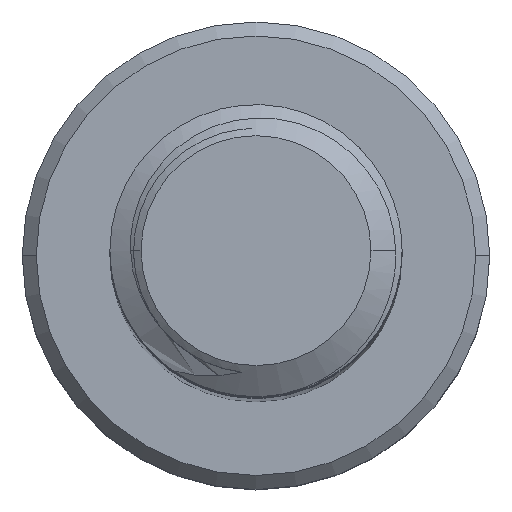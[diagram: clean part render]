
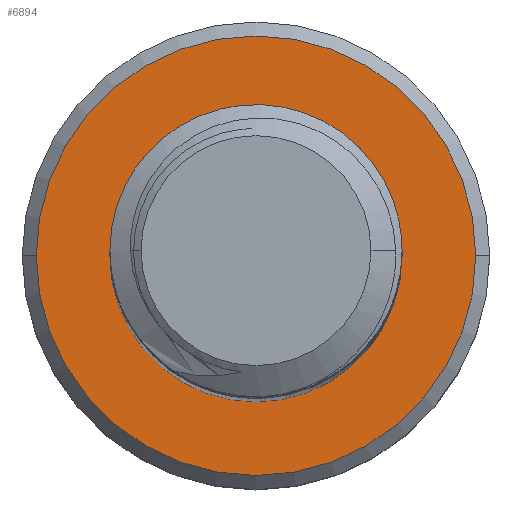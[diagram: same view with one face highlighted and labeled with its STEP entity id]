
A CAD part, top view. The second image highlights one B-rep face of the part: STEP entity #6894.
In plain terms, the highlighted planar face has unit normal (0, 0, 1).
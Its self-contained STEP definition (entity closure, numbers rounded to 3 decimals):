
#122 = DIRECTION ( 'NONE',  ( 0., 0., 1. ) ) ;
#1028 = AXIS2_PLACEMENT_3D ( 'NONE', #4702, #7691, #3127 ) ;
#1112 = CARTESIAN_POINT ( 'NONE',  ( 7.52, 0., -100. ) ) ;
#1169 = AXIS2_PLACEMENT_3D ( 'NONE', #7218, #4119, #1922 ) ;
#1181 = EDGE_CURVE ( 'NONE', #4057, #5299, #9138, .T. ) ;
#1227 = EDGE_LOOP ( 'NONE', ( #8140, #7523 ) ) ;
#1393 = DIRECTION ( 'NONE',  ( -1., 0., 0. ) ) ;
#1421 = AXIS2_PLACEMENT_3D ( 'NONE', #3785, #122, #3055 ) ;
#1599 = VERTEX_POINT ( 'NONE', #1112 ) ;
#1798 = CIRCLE ( 'NONE', #1028, 7.52 ) ;
#1843 = AXIS2_PLACEMENT_3D ( 'NONE', #6470, #2029, #7964 ) ;
#1922 = DIRECTION ( 'NONE',  ( -1., 0., 0. ) ) ;
#2029 = DIRECTION ( 'NONE',  ( 0., 0., 1. ) ) ;
#2080 = ORIENTED_EDGE ( 'NONE', *, *, #1181, .F. ) ;
#2187 = AXIS2_PLACEMENT_3D ( 'NONE', #5131, #6659, #1393 ) ;
#2321 = ORIENTED_EDGE ( 'NONE', *, *, #6181, .F. ) ;
#2406 = VERTEX_POINT ( 'NONE', #2905 ) ;
#2862 = PLANE ( 'NONE',  #2187 ) ;
#2905 = CARTESIAN_POINT ( 'NONE',  ( -7.52, 0., -100. ) ) ;
#3055 = DIRECTION ( 'NONE',  ( -1., 0., 0. ) ) ;
#3127 = DIRECTION ( 'NONE',  ( -1., 0., 0. ) ) ;
#3693 = EDGE_CURVE ( 'NONE', #1599, #2406, #1798, .T. ) ;
#3785 = CARTESIAN_POINT ( 'NONE',  ( 0., 0., -100. ) ) ;
#4057 = VERTEX_POINT ( 'NONE', #7625 ) ;
#4119 = DIRECTION ( 'NONE',  ( 0., 0., 1. ) ) ;
#4311 = EDGE_CURVE ( 'NONE', #2406, #1599, #6338, .T. ) ;
#4702 = CARTESIAN_POINT ( 'NONE',  ( 0., 0., -100. ) ) ;
#5038 = FACE_BOUND ( 'NONE', #8684, .T. ) ;
#5131 = CARTESIAN_POINT ( 'NONE',  ( 0., 0., -100. ) ) ;
#5299 = VERTEX_POINT ( 'NONE', #6484 ) ;
#6181 = EDGE_CURVE ( 'NONE', #5299, #4057, #6320, .T. ) ;
#6320 = CIRCLE ( 'NONE', #1421, 5. ) ;
#6338 = CIRCLE ( 'NONE', #1169, 7.52 ) ;
#6470 = CARTESIAN_POINT ( 'NONE',  ( 0., 0., -100. ) ) ;
#6484 = CARTESIAN_POINT ( 'NONE',  ( -5., 0., -100. ) ) ;
#6659 = DIRECTION ( 'NONE',  ( 0., 0., -1. ) ) ;
#6894 = ADVANCED_FACE ( 'NONE', ( #7947, #5038 ), #2862, .F. ) ;
#7218 = CARTESIAN_POINT ( 'NONE',  ( 0., 0., -100. ) ) ;
#7523 = ORIENTED_EDGE ( 'NONE', *, *, #3693, .T. ) ;
#7625 = CARTESIAN_POINT ( 'NONE',  ( 5., 0., -100. ) ) ;
#7691 = DIRECTION ( 'NONE',  ( 0., 0., 1. ) ) ;
#7947 = FACE_OUTER_BOUND ( 'NONE', #1227, .T. ) ;
#7964 = DIRECTION ( 'NONE',  ( -1., 0., 0. ) ) ;
#8140 = ORIENTED_EDGE ( 'NONE', *, *, #4311, .T. ) ;
#8684 = EDGE_LOOP ( 'NONE', ( #2080, #2321 ) ) ;
#9138 = CIRCLE ( 'NONE', #1843, 5. ) ;
